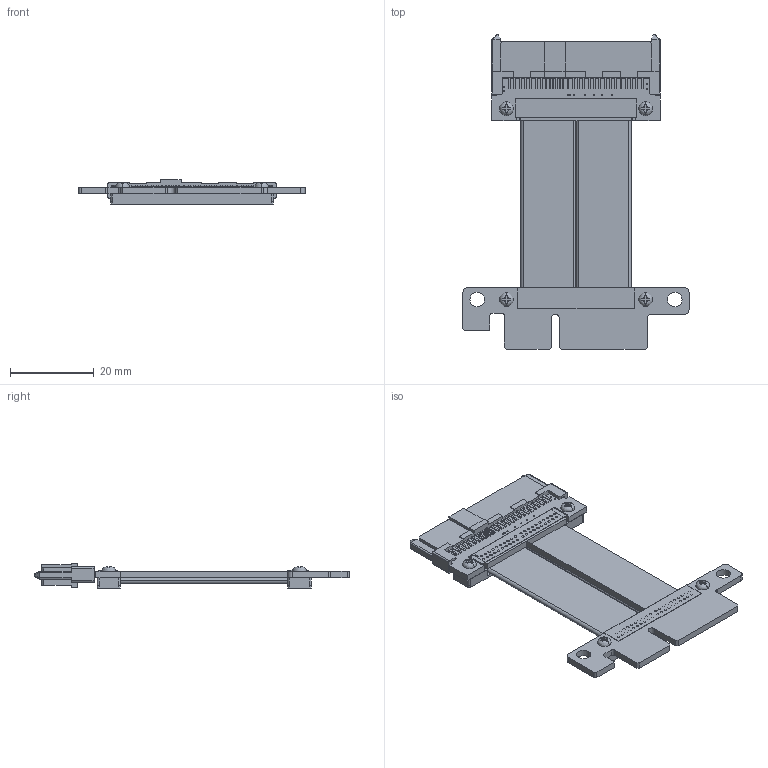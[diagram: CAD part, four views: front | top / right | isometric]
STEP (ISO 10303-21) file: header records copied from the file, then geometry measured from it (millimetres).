
FILE_DESCRIPTION(('Open CASCADE Model'),'2;1');
FILE_NAME('Open CASCADE Shape Model','2020-03-21T03:41:56',('Author'),( 'Open CASCADE'),'Open CASCADE STEP processor 6.8','Open CASCADE 6.8' ,'Unknown');
FILE_SCHEMA(('AUTOMOTIVE_DESIGN { 1 0 10303 214 1 1 1 1 }'));
Length unit declared in the file: millimetre
Products named in the file (13): PCB; Board; Open CASCADE STEP translator 6.8 41.1.1; CN1; 68F-SS10-0115-00_RGB8421504; Free-Models; RP22S-PAD; TAPE_RGB0; G0033_RGB14277081; Hexagon_nut_ISO_4032_(DIN_934)_-_M2_RGB9411503; Tape28x5_RGB0; G0033_RGB9411503; cable20-43
Assembly tree (19 placements, depth 3):
  PCB
    Board
      Open CASCADE STEP translator 6.8 41.1.1
    CN1
      68F-SS10-0115-00_RGB8421504
    Free-Models
      RP22S-PAD  x2
      TAPE_RGB0
      G0033_RGB14277081  x2
      Hexagon_nut_ISO_4032_(DIN_934)_-_M2_RGB9411503  x4
      Tape28x5_RGB0
      G0033_RGB9411503  x2
      cable20-43  x2
Bounding box: 54.12 x 75.3 x 5.88 mm (x, y, z)
Volume: 4628.2 mm3; surface area: 13218.7 mm2
Topology: 96 solids, 96 shells, 2986 faces, 8111 edges, 5278 vertices
Faces by surface type: plane 2103, cylinder 667, torus 160, cone 48, revolution 8
Full cylindrical faces by diameter (mm): 0.254 x18, 0.6 x80, 2.2 x6, 2.216 x2, 3.5 x2, 4.8 x4
Entity records: 98869 total; most frequent: CARTESIAN_POINT 14502, ORIENTED_EDGE 14090, DIRECTION 12984, EDGE_CURVE 7045, LINE 5960, VECTOR 5960, VERTEX_POINT 4619, AXIS2_PLACEMENT_3D 3510
